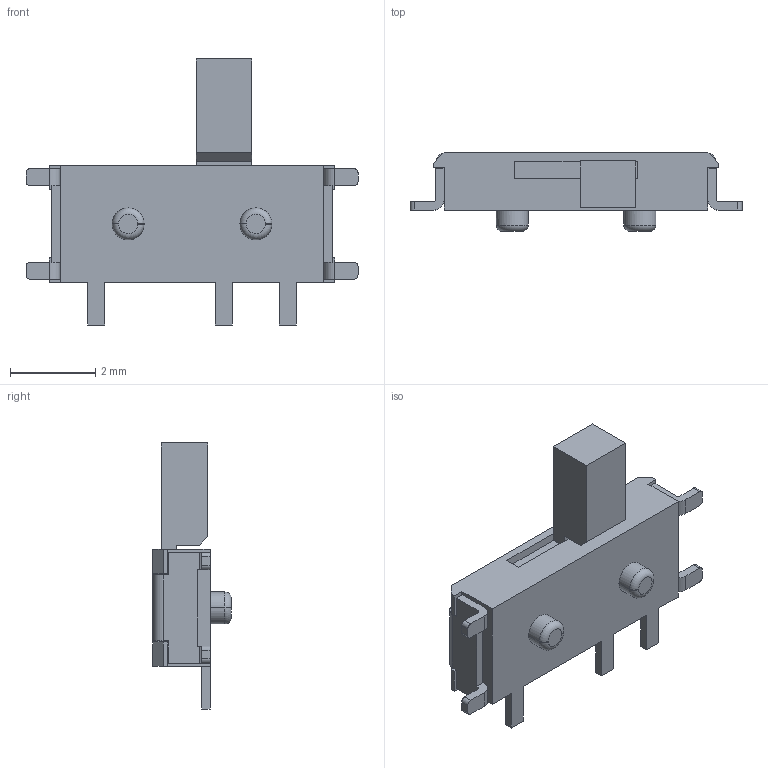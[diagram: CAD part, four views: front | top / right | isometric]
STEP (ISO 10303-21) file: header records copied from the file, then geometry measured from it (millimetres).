
FILE_DESCRIPTION(('STEP AP242'),'1');
FILE_NAME('sk-3296s-01-l3.stp','2021-03-31T13:47:38',('TraceParts'),('TraceParts S.A.'),'Spatial InterOp 3D',' ',' ');
FILE_SCHEMA(('AP242_MANAGED_MODEL_BASED_3D_ENGINEERING_MIM_LF {1 0 10303 442 1 1 4}'));
Length unit declared in the file: millimetre
Products named in the file (1): sk-3296s-01-l3
Bounding box: 7.8 x 1.85 x 6.25 mm (x, y, z)
Volume: 28.2 mm3; surface area: 96.1 mm2
Topology: 1 solids, 1 shells, 552 faces, 1569 edges, 1044 vertices
Faces by surface type: plane 514, cylinder 30, torus 8
Entity records: 17640 total; most frequent: CARTESIAN_POINT 3166, ORIENTED_EDGE 3138, DIRECTION 2755, EDGE_CURVE 1569, LINE 1489, VECTOR 1489, VERTEX_POINT 1044, AXIS2_PLACEMENT_3D 633
